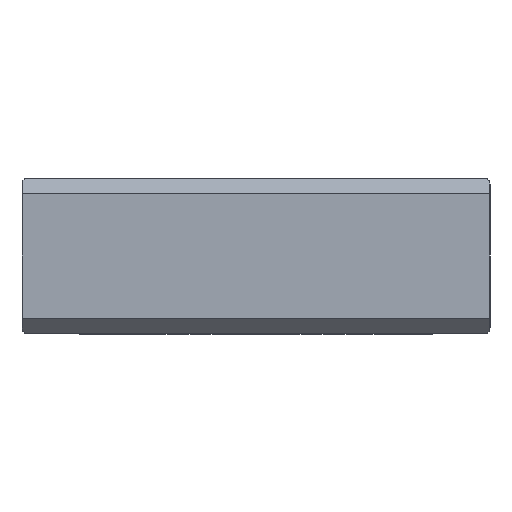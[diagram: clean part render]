
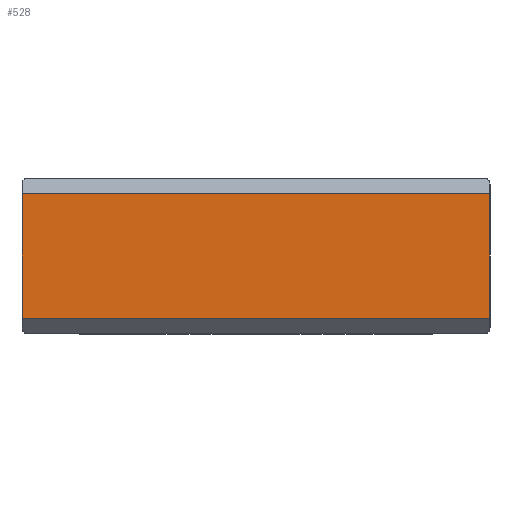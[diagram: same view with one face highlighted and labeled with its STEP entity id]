
A CAD part, left-side view. The second image highlights one B-rep face of the part: STEP entity #528.
In plain terms, the highlighted planar face has unit normal (-1, 0, 0).
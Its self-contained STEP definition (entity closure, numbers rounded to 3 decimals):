
#4 = EDGE_LOOP ( 'NONE', ( #732, #320, #707, #698 ) ) ;
#40 = CARTESIAN_POINT ( 'NONE',  ( -40., -7.5, 5. ) ) ;
#47 = FACE_OUTER_BOUND ( 'NONE', #4, .T. ) ;
#97 = DIRECTION ( 'NONE',  ( 0., 0., -1. ) ) ;
#99 = EDGE_CURVE ( 'NONE', #342, #392, #431, .T. ) ;
#139 = CARTESIAN_POINT ( 'NONE',  ( -40., 7.5, 4.5 ) ) ;
#160 = VERTEX_POINT ( 'NONE', #656 ) ;
#166 = AXIS2_PLACEMENT_3D ( 'NONE', #286, #401, #404 ) ;
#180 = VECTOR ( 'NONE', #505, 1000. ) ;
#197 = DIRECTION ( 'NONE',  ( 0., 1., 0. ) ) ;
#235 = CARTESIAN_POINT ( 'NONE',  ( -40., -7.5, 0.5 ) ) ;
#236 = EDGE_CURVE ( 'NONE', #160, #660, #334, .T. ) ;
#261 = CARTESIAN_POINT ( 'NONE',  ( -40., 7.5, 5. ) ) ;
#286 = CARTESIAN_POINT ( 'NONE',  ( -40., -7.5, 5. ) ) ;
#289 = DIRECTION ( 'NONE',  ( 0., -1., 0. ) ) ;
#320 = ORIENTED_EDGE ( 'NONE', *, *, #610, .T. ) ;
#334 = LINE ( 'NONE', #40, #510 ) ;
#342 = VERTEX_POINT ( 'NONE', #139 ) ;
#350 = LINE ( 'NONE', #235, #695 ) ;
#392 = VERTEX_POINT ( 'NONE', #420 ) ;
#401 = DIRECTION ( 'NONE',  ( 1., 0., 0. ) ) ;
#404 = DIRECTION ( 'NONE',  ( 0., 0., -1. ) ) ;
#408 = VECTOR ( 'NONE', #197, 1000. ) ;
#420 = CARTESIAN_POINT ( 'NONE',  ( -40., 7.5, 0.5 ) ) ;
#431 = LINE ( 'NONE', #261, #180 ) ;
#476 = CARTESIAN_POINT ( 'NONE',  ( -40., -7.5, 4.5 ) ) ;
#489 = EDGE_CURVE ( 'NONE', #392, #660, #350, .T. ) ;
#505 = DIRECTION ( 'NONE',  ( 0., 0., -1. ) ) ;
#510 = VECTOR ( 'NONE', #97, 1000. ) ;
#528 = ADVANCED_FACE ( 'NONE', ( #47 ), #587, .F. ) ;
#533 = LINE ( 'NONE', #476, #408 ) ;
#587 = PLANE ( 'NONE',  #166 ) ;
#610 = EDGE_CURVE ( 'NONE', #160, #342, #533, .T. ) ;
#656 = CARTESIAN_POINT ( 'NONE',  ( -40., -7.5, 4.5 ) ) ;
#660 = VERTEX_POINT ( 'NONE', #665 ) ;
#665 = CARTESIAN_POINT ( 'NONE',  ( -40., -7.5, 0.5 ) ) ;
#695 = VECTOR ( 'NONE', #289, 1000. ) ;
#698 = ORIENTED_EDGE ( 'NONE', *, *, #489, .T. ) ;
#707 = ORIENTED_EDGE ( 'NONE', *, *, #99, .T. ) ;
#732 = ORIENTED_EDGE ( 'NONE', *, *, #236, .F. ) ;
